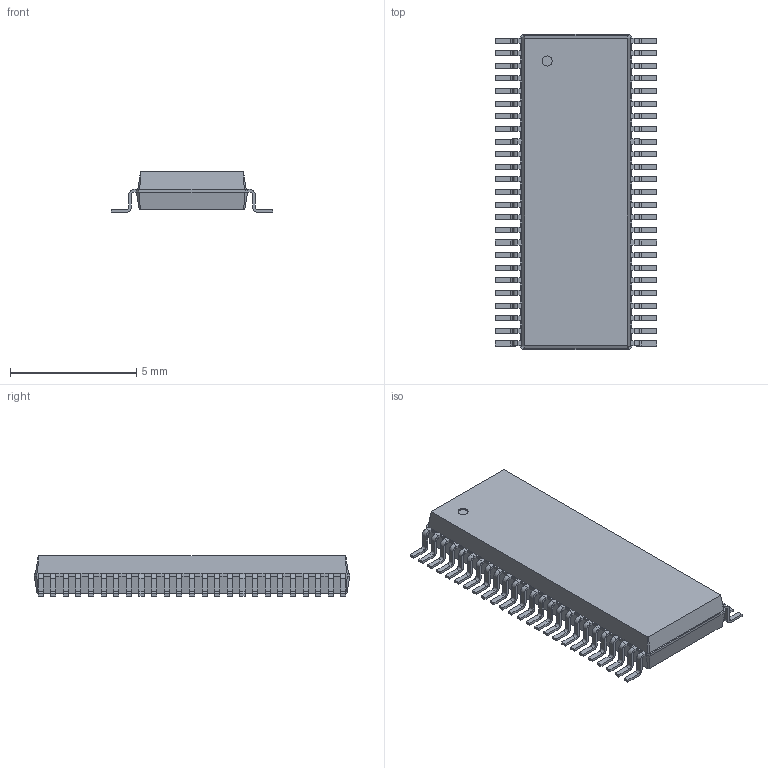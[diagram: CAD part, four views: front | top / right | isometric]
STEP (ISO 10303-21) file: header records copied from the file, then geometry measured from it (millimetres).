
FILE_DESCRIPTION(/* description */ ('model of TSSOP-50_4.4x12.5mm_P0.5mm'),/* implementation_level */ '2;1');
FILE_NAME(/* name */ 'TSSOP-50_4.4x12.5mm_P0.5mm.step',/* time_stamp */ '2020-02-11T19:54:30',/* author */ ('kicad StepUp','ksu'),/* organization */ ('FreeCAD'),/* preprocessor_version */ 'OCC',/* originating_system */ 'kicad StepUp',/* authorisation */ '');
FILE_SCHEMA(('AUTOMOTIVE_DESIGN { 1 0 10303 214 1 1 1 1 }'));
Length unit declared in the file: millimetre
Products named in the file (1): TSSOP_50_44x125mm_P05mm
Bounding box: 6.4 x 12.5 x 1.6 mm (x, y, z)
Volume: 80.4 mm3; surface area: 203 mm2
Topology: 1 solids, 1 shells, 786 faces, 2125 edges, 1342 vertices
Faces by surface type: plane 511, cylinder 201, bspline 74
Full cylindrical faces by diameter (mm): 0.4 x1
Entity records: 57781 total; most frequent: CARTESIAN_POINT 10354, DIRECTION 7680, LINE 5249, VECTOR 5249, ORIENTED_EDGE 4250, PCURVE 4250, DEFINITIONAL_REPRESENTATION 4250, EDGE_CURVE 2125
